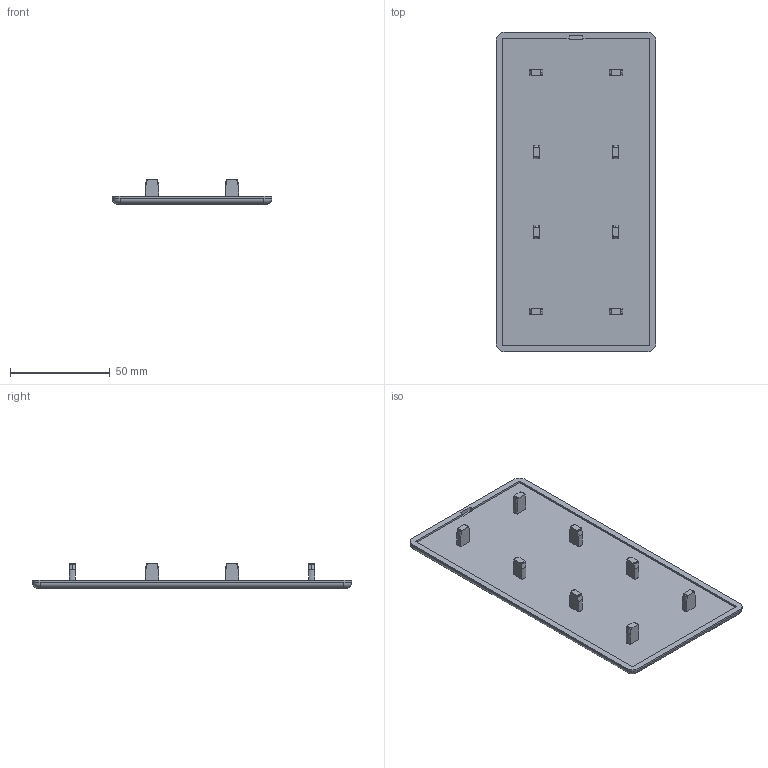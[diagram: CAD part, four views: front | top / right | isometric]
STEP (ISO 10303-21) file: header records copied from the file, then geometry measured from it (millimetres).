
FILE_DESCRIPTION (( 'STEP AP214' ), '1' );
FILE_NAME ('BASE08E1352-Embout 8 160x80.step', '2023-03-24T09:40:15', ( 'Altae' ), ( '' ), 'SwSTEP 2.0', 'SolidWorks 2021', '' );
FILE_SCHEMA (( 'AUTOMOTIVE_DESIGN' ));
Length unit declared in the file: millimetre
Products named in the file (1): BASE08E1352-Embout 8 160x80
Bounding box: 80 x 160 x 12.5 mm (x, y, z)
Volume: 40276 mm3; surface area: 28668.4 mm2
Topology: 1 solids, 1 shells, 117 faces, 314 edges, 208 vertices
Faces by surface type: plane 41, cylinder 28, bspline 24, cone 20, torus 4
Entity records: 4134 total; most frequent: CARTESIAN_POINT 1372, ORIENTED_EDGE 628, DIRECTION 510, EDGE_CURVE 314, VERTEX_POINT 208, AXIS2_PLACEMENT_3D 194, EDGE_LOOP 126, LINE 122
